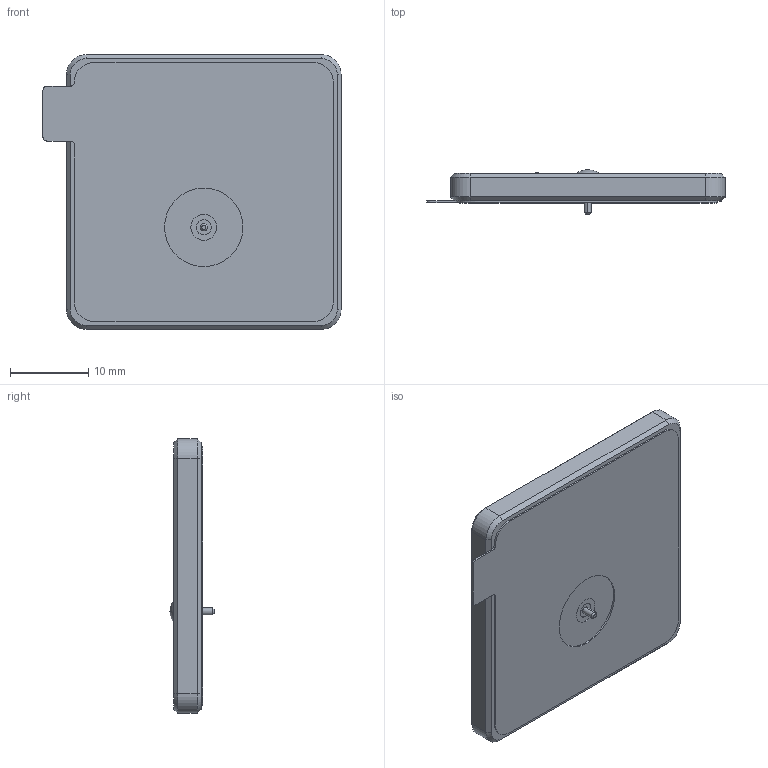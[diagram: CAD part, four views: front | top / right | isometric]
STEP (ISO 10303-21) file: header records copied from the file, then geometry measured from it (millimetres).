
FILE_DESCRIPTION (( 'STEP AP214' ), '1' );
FILE_NAME ('CGGBP.35.3.A.02_web.STEP', '2022-03-15T10:14:23', ( '' ), ( '' ), 'SwSTEP 2.0', 'SolidWorks 2018', '' );
FILE_SCHEMA (( 'AUTOMOTIVE_DESIGN' ));
Length unit declared in the file: millimetre
Products named in the file (1): CGGBP.35.3.A.02_web
Bounding box: 38 x 5.67 x 35 mm (x, y, z)
Surface area: 4950.8 mm2 (no closed solid volume)
Topology: 0 solids, 3 shells, 287 faces, 1015 edges, 713 vertices
Faces by surface type: plane 144, bspline 105, cylinder 26, cone 10, sphere 2
Entity records: 18261 total; most frequent: CARTESIAN_POINT 7523, ORIENTED_EDGE 1662, DIRECTION 1084, EDGE_CURVE 1012, VERTEX_POINT 712, LINE 588, VECTOR 588, B_SPLINE_CURVE_WITH_KNOTS 359
